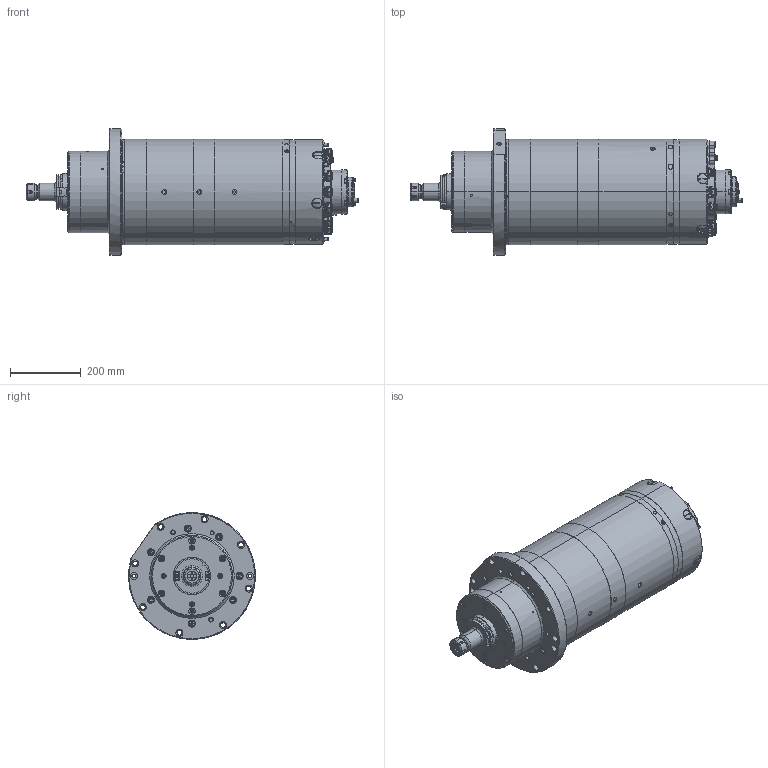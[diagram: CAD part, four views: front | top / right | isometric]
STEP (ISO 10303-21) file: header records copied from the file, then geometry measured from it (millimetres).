
FILE_DESCRIPTION (( 'STEP AP203' ), '1' );
FILE_NAME ('300AI10BFH-01-.STEP', '2014-10-21T11:58:28', ( '' ), ( '' ), 'SwSTEP 2.0', 'SolidWorks 2014', '' );
FILE_SCHEMA (( 'CONFIG_CONTROL_DESIGN' ));
Length unit declared in the file: millimetre
Products named in the file (1): 300AI10BFH-01-
Bounding box: 941.66 x 359.68 x 360 mm (x, y, z)
Surface area: 1147029.8 mm2 (no closed solid volume)
Topology: 0 solids, 204 shells, 1810 faces, 5532 edges, 3879 vertices
Faces by surface type: cylinder 792, plane 712, cone 157, torus 123, sphere 14, bspline 12
Entity records: 66115 total; most frequent: CARTESIAN_POINT 15821, DIRECTION 11345, ORIENTED_EDGE 8782, EDGE_CURVE 5486, AXIS2_PLACEMENT_3D 4389, VERTEX_POINT 3873, CIRCLE 2590, VECTOR 2567
